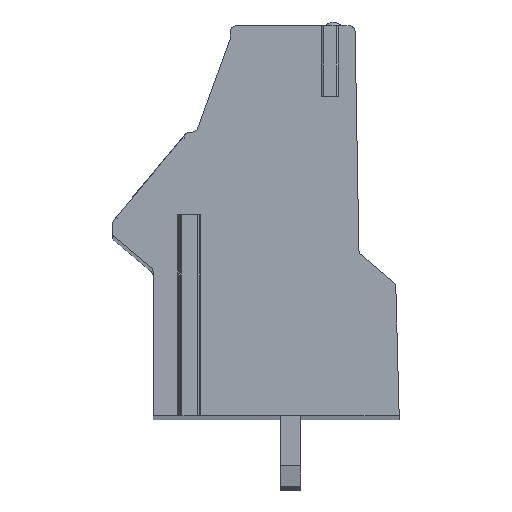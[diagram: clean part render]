
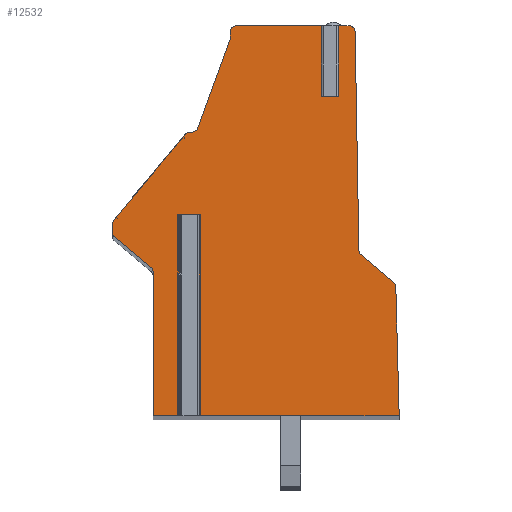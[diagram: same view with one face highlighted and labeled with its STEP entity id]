
A CAD part, top view. The second image highlights one B-rep face of the part: STEP entity #12532.
In plain terms, the highlighted planar face has unit normal (0, 0, 1).
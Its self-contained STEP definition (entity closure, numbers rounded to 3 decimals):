
#13=DIRECTION('',(-1.,0.,0.));
#14=VECTOR('',#13,0.55);
#15=CARTESIAN_POINT('',(3.708,6.127,114.3));
#16=LINE('',#15,#14);
#17=DIRECTION('',(0.,-1.,0.));
#18=VECTOR('',#17,3.5);
#19=CARTESIAN_POINT('',(3.708,9.627,114.3));
#20=LINE('',#19,#18);
#21=DIRECTION('',(-1.,0.,0.));
#22=VECTOR('',#21,0.682);
#23=CARTESIAN_POINT('',(4.39,9.627,114.3));
#24=LINE('',#23,#22);
#25=CARTESIAN_POINT('',(4.39,9.327,114.3));
#26=DIRECTION('',(0.,0.,1.));
#27=DIRECTION('',(1.,0.017,0.));
#28=AXIS2_PLACEMENT_3D('',#25,#26,#27);
#30=DIRECTION('',(-0.017,1.,0.));
#31=VECTOR('',#30,10.885);
#32=CARTESIAN_POINT('',(4.88,-1.552,114.3));
#33=LINE('',#32,#31);
#34=CARTESIAN_POINT('',(5.18,-1.546,114.3));
#35=DIRECTION('',(0.,0.,-1.));
#36=DIRECTION('',(-0.643,-0.766,0.));
#37=AXIS2_PLACEMENT_3D('',#34,#35,#36);
#39=DIRECTION('',(-0.766,0.643,0.));
#40=VECTOR('',#39,2.116);
#41=CARTESIAN_POINT('',(6.608,-3.137,114.3));
#42=LINE('',#41,#40);
#43=CARTESIAN_POINT('',(6.415,-3.366,114.3));
#44=DIRECTION('',(0.,0.,1.));
#45=DIRECTION('',(1.,0.029,0.));
#46=AXIS2_PLACEMENT_3D('',#43,#44,#45);
#48=DIRECTION('',(-0.026,1.,0.));
#49=VECTOR('',#48,6.418);
#50=CARTESIAN_POINT('',(6.883,-9.773,114.3));
#51=LINE('',#50,#49);
#52=DIRECTION('',(1.,0.,0.));
#53=VECTOR('',#52,9.952);
#54=CARTESIAN_POINT('',(-3.069,-9.773,114.3));
#55=LINE('',#54,#53);
#56=DIRECTION('',(0.,-1.,0.));
#57=VECTOR('',#56,10.);
#58=CARTESIAN_POINT('',(-3.069,0.227,114.3));
#59=LINE('',#58,#57);
#60=DIRECTION('',(-1.,0.,0.));
#61=VECTOR('',#60,0.996);
#62=CARTESIAN_POINT('',(-3.069,0.227,114.3));
#63=LINE('',#62,#61);
#64=DIRECTION('',(0.,-1.,0.));
#65=VECTOR('',#64,10.);
#66=CARTESIAN_POINT('',(-4.065,0.227,114.3));
#67=LINE('',#66,#65);
#68=DIRECTION('',(1.,0.,0.));
#69=VECTOR('',#68,1.302);
#70=CARTESIAN_POINT('',(-5.367,-9.773,114.3));
#71=LINE('',#70,#69);
#72=DIRECTION('',(0.,-1.,0.));
#73=VECTOR('',#72,7.198);
#74=CARTESIAN_POINT('',(-5.367,-2.576,114.3));
#75=LINE('',#74,#73);
#76=CARTESIAN_POINT('',(-5.567,-2.576,114.3));
#77=DIRECTION('',(0.,0.,-1.));
#78=DIRECTION('',(0.643,0.766,0.));
#79=AXIS2_PLACEMENT_3D('',#76,#77,#78);
#81=DIRECTION('',(0.766,-0.643,0.));
#82=VECTOR('',#81,2.424);
#83=CARTESIAN_POINT('',(-7.295,-0.864,114.3));
#84=LINE('',#83,#82);
#85=CARTESIAN_POINT('',(-7.167,-0.711,114.3));
#86=DIRECTION('',(0.,0.,1.));
#87=DIRECTION('',(-1.,0.,0.));
#88=AXIS2_PLACEMENT_3D('',#85,#86,#87);
#90=DIRECTION('',(0.,-1.,0.));
#91=VECTOR('',#90,0.52);
#92=CARTESIAN_POINT('',(-7.367,-0.191,114.3));
#93=LINE('',#92,#91);
#94=CARTESIAN_POINT('',(-7.067,-0.191,114.3));
#95=DIRECTION('',(0.,0.,1.));
#96=DIRECTION('',(-0.766,0.643,0.));
#97=AXIS2_PLACEMENT_3D('',#94,#95,#96);
#99=DIRECTION('',(-0.643,-0.766,0.));
#100=VECTOR('',#99,5.645);
#101=CARTESIAN_POINT('',(-3.668,4.327,114.3));
#102=LINE('',#101,#100);
#103=DIRECTION('',(-1.,0.,0.));
#104=VECTOR('',#103,0.236);
#105=CARTESIAN_POINT('',(-3.432,4.327,114.3));
#106=LINE('',#105,#104);
#107=CARTESIAN_POINT('',(-3.432,4.627,114.3));
#108=DIRECTION('',(0.,0.,-1.));
#109=DIRECTION('',(0.94,-0.342,0.));
#110=AXIS2_PLACEMENT_3D('',#107,#108,#109);
#112=DIRECTION('',(-0.342,-0.94,0.));
#113=VECTOR('',#112,4.782);
#114=CARTESIAN_POINT('',(-1.515,9.018,114.3));
#115=LINE('',#114,#113);
#116=DIRECTION('',(0.,-1.,0.));
#117=VECTOR('',#116,0.309);
#118=CARTESIAN_POINT('',(-1.515,9.327,114.3));
#119=LINE('',#118,#117);
#120=CARTESIAN_POINT('',(-1.215,9.327,114.3));
#121=DIRECTION('',(0.,0.,1.));
#122=DIRECTION('',(0.,1.,0.));
#123=AXIS2_PLACEMENT_3D('',#120,#121,#122);
#125=DIRECTION('',(-1.,0.,0.));
#126=VECTOR('',#125,4.373);
#127=CARTESIAN_POINT('',(3.158,9.627,114.3));
#128=LINE('',#127,#126);
#129=DIRECTION('',(0.,-1.,0.));
#130=VECTOR('',#129,3.5);
#131=CARTESIAN_POINT('',(3.158,9.627,114.3));
#132=LINE('',#131,#130);
#9817=CARTESIAN_POINT('',(6.883,-9.773,114.3));
#9818=CARTESIAN_POINT('',(6.715,-3.358,114.3));
#9819=VERTEX_POINT('',#9817);
#9820=VERTEX_POINT('',#9818);
#9821=CARTESIAN_POINT('',(6.608,-3.137,114.3));
#9822=VERTEX_POINT('',#9821);
#9823=CARTESIAN_POINT('',(4.987,-1.776,114.3));
#9824=VERTEX_POINT('',#9823);
#9825=CARTESIAN_POINT('',(4.88,-1.552,114.3));
#9826=VERTEX_POINT('',#9825);
#9827=CARTESIAN_POINT('',(4.69,9.332,114.3));
#9828=VERTEX_POINT('',#9827);
#9829=CARTESIAN_POINT('',(4.39,9.627,114.3));
#9830=VERTEX_POINT('',#9829);
#9831=CARTESIAN_POINT('',(-1.215,9.627,114.3));
#9832=CARTESIAN_POINT('',(-1.515,9.327,114.3));
#9833=VERTEX_POINT('',#9831);
#9834=VERTEX_POINT('',#9832);
#9835=CARTESIAN_POINT('',(-1.515,9.018,114.3));
#9836=VERTEX_POINT('',#9835);
#9837=CARTESIAN_POINT('',(-3.15,4.524,114.3));
#9838=VERTEX_POINT('',#9837);
#9839=CARTESIAN_POINT('',(-3.432,4.327,114.3));
#9840=VERTEX_POINT('',#9839);
#9841=CARTESIAN_POINT('',(-3.668,4.327,114.3));
#9842=VERTEX_POINT('',#9841);
#9843=CARTESIAN_POINT('',(-7.297,0.002,114.3));
#9844=VERTEX_POINT('',#9843);
#9845=CARTESIAN_POINT('',(-7.367,-0.191,114.3));
#9846=VERTEX_POINT('',#9845);
#9847=CARTESIAN_POINT('',(-7.367,-0.711,114.3));
#9848=VERTEX_POINT('',#9847);
#9849=CARTESIAN_POINT('',(-7.295,-0.864,114.3));
#9850=VERTEX_POINT('',#9849);
#9851=CARTESIAN_POINT('',(-5.438,-2.422,114.3));
#9852=VERTEX_POINT('',#9851);
#9853=CARTESIAN_POINT('',(-5.367,-2.576,114.3));
#9854=VERTEX_POINT('',#9853);
#9855=CARTESIAN_POINT('',(-5.367,-9.773,114.3));
#9856=VERTEX_POINT('',#9855);
#9957=CARTESIAN_POINT('',(-3.069,0.227,114.3));
#9958=CARTESIAN_POINT('',(-4.065,0.227,114.3));
#9959=VERTEX_POINT('',#9957);
#9960=VERTEX_POINT('',#9958);
#9961=CARTESIAN_POINT('',(-3.069,-9.773,114.3));
#9962=VERTEX_POINT('',#9961);
#9963=CARTESIAN_POINT('',(-4.065,-9.773,114.3));
#9964=VERTEX_POINT('',#9963);
#10001=CARTESIAN_POINT('',(3.708,6.127,114.3));
#10002=CARTESIAN_POINT('',(3.158,6.127,114.3));
#10003=VERTEX_POINT('',#10001);
#10004=VERTEX_POINT('',#10002);
#10005=CARTESIAN_POINT('',(3.158,9.627,114.3));
#10006=VERTEX_POINT('',#10005);
#10007=CARTESIAN_POINT('',(3.708,9.627,114.3));
#10008=VERTEX_POINT('',#10007);
#12469=CARTESIAN_POINT('',(0.,0.,114.3));
#12470=DIRECTION('',(0.,0.,1.));
#12471=DIRECTION('',(1.,0.,0.));
#12472=AXIS2_PLACEMENT_3D('',#12469,#12470,#12471);
#12473=PLANE('',#12472);
#12475=ORIENTED_EDGE('',*,*,#12474,.F.);
#12477=ORIENTED_EDGE('',*,*,#12476,.F.);
#12479=ORIENTED_EDGE('',*,*,#12478,.F.);
#12481=ORIENTED_EDGE('',*,*,#12480,.F.);
#12483=ORIENTED_EDGE('',*,*,#12482,.F.);
#12485=ORIENTED_EDGE('',*,*,#12484,.F.);
#12487=ORIENTED_EDGE('',*,*,#12486,.F.);
#12489=ORIENTED_EDGE('',*,*,#12488,.F.);
#12491=ORIENTED_EDGE('',*,*,#12490,.F.);
#12493=ORIENTED_EDGE('',*,*,#12492,.F.);
#12495=ORIENTED_EDGE('',*,*,#12494,.F.);
#12497=ORIENTED_EDGE('',*,*,#12496,.T.);
#12499=ORIENTED_EDGE('',*,*,#12498,.T.);
#12501=ORIENTED_EDGE('',*,*,#12500,.F.);
#12503=ORIENTED_EDGE('',*,*,#12502,.F.);
#12505=ORIENTED_EDGE('',*,*,#12504,.F.);
#12507=ORIENTED_EDGE('',*,*,#12506,.F.);
#12509=ORIENTED_EDGE('',*,*,#12508,.F.);
#12511=ORIENTED_EDGE('',*,*,#12510,.F.);
#12513=ORIENTED_EDGE('',*,*,#12512,.F.);
#12515=ORIENTED_EDGE('',*,*,#12514,.F.);
#12517=ORIENTED_EDGE('',*,*,#12516,.F.);
#12519=ORIENTED_EDGE('',*,*,#12518,.F.);
#12521=ORIENTED_EDGE('',*,*,#12520,.F.);
#12523=ORIENTED_EDGE('',*,*,#12522,.F.);
#12525=ORIENTED_EDGE('',*,*,#12524,.F.);
#12527=ORIENTED_EDGE('',*,*,#12526,.F.);
#12529=ORIENTED_EDGE('',*,*,#12528,.T.);
#12530=EDGE_LOOP('',(#12475,#12477,#12479,#12481,#12483,#12485,#12487,#12489,
#12491,#12493,#12495,#12497,#12499,#12501,#12503,#12505,#12507,#12509,#12511,
#12513,#12515,#12517,#12519,#12521,#12523,#12525,#12527,#12529));
#12531=FACE_OUTER_BOUND('',#12530,.F.);
#29=CIRCLE('',#28,0.3);
#38=CIRCLE('',#37,0.3);
#47=CIRCLE('',#46,0.3);
#80=CIRCLE('',#79,0.2);
#89=CIRCLE('',#88,0.2);
#98=CIRCLE('',#97,0.3);
#111=CIRCLE('',#110,0.3);
#124=CIRCLE('',#123,0.3);
#12474=EDGE_CURVE('',#10003,#10004,#16,.T.);
#12476=EDGE_CURVE('',#10008,#10003,#20,.T.);
#12478=EDGE_CURVE('',#9830,#10008,#24,.T.);
#12480=EDGE_CURVE('',#9828,#9830,#29,.T.);
#12482=EDGE_CURVE('',#9826,#9828,#33,.T.);
#12484=EDGE_CURVE('',#9824,#9826,#38,.T.);
#12486=EDGE_CURVE('',#9822,#9824,#42,.T.);
#12488=EDGE_CURVE('',#9820,#9822,#47,.T.);
#12490=EDGE_CURVE('',#9819,#9820,#51,.T.);
#12492=EDGE_CURVE('',#9962,#9819,#55,.T.);
#12494=EDGE_CURVE('',#9959,#9962,#59,.T.);
#12496=EDGE_CURVE('',#9959,#9960,#63,.T.);
#12498=EDGE_CURVE('',#9960,#9964,#67,.T.);
#12500=EDGE_CURVE('',#9856,#9964,#71,.T.);
#12502=EDGE_CURVE('',#9854,#9856,#75,.T.);
#12504=EDGE_CURVE('',#9852,#9854,#80,.T.);
#12506=EDGE_CURVE('',#9850,#9852,#84,.T.);
#12508=EDGE_CURVE('',#9848,#9850,#89,.T.);
#12510=EDGE_CURVE('',#9846,#9848,#93,.T.);
#12512=EDGE_CURVE('',#9844,#9846,#98,.T.);
#12514=EDGE_CURVE('',#9842,#9844,#102,.T.);
#12516=EDGE_CURVE('',#9840,#9842,#106,.T.);
#12518=EDGE_CURVE('',#9838,#9840,#111,.T.);
#12520=EDGE_CURVE('',#9836,#9838,#115,.T.);
#12522=EDGE_CURVE('',#9834,#9836,#119,.T.);
#12524=EDGE_CURVE('',#9833,#9834,#124,.T.);
#12526=EDGE_CURVE('',#10006,#9833,#128,.T.);
#12528=EDGE_CURVE('',#10006,#10004,#132,.T.);
#12532=ADVANCED_FACE('',(#12531),#12473,.T.);
